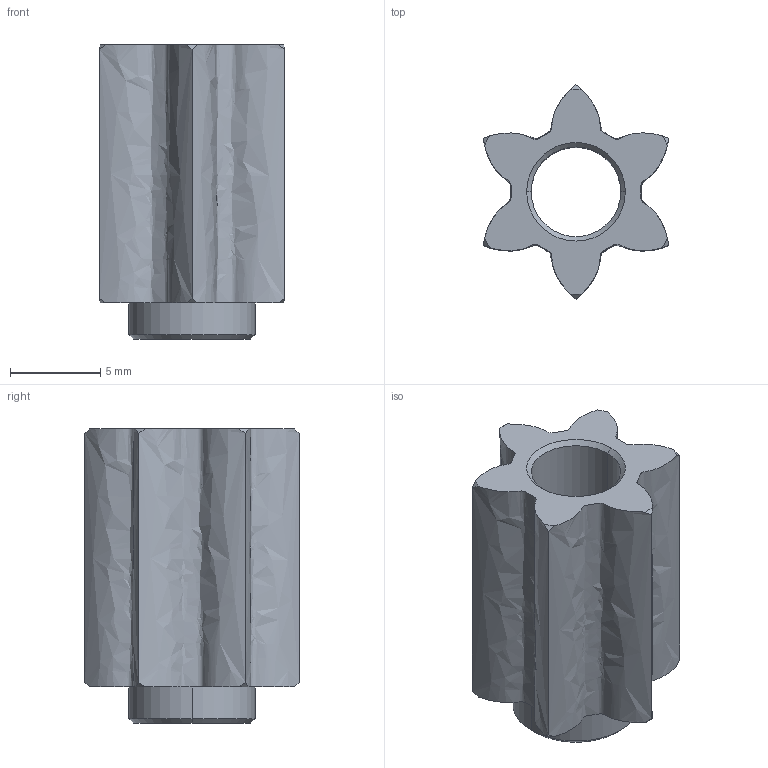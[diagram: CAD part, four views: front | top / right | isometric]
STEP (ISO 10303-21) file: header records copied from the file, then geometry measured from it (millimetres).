
FILE_DESCRIPTION (( 'STEP AP214' ), '1' );
FILE_NAME ('217-6285-001 Rev2.STEP', '2018-05-22T20:43:59', ( '' ), ( '' ), 'SwSTEP 2.0', 'SolidWorks 2017', '' );
FILE_SCHEMA (( 'AUTOMOTIVE_DESIGN' ));
Length unit declared in the file: millimetre
Products named in the file (1): 217-6285-001 Rev2
Bounding box: 10.28 x 11.87 x 16.29 mm (x, y, z)
Volume: 689.4 mm3; surface area: 984.8 mm2
Topology: 1 solids, 1 shells, 31 faces, 78 edges, 50 vertices
Faces by surface type: cone 18, bspline 6, cylinder 4, plane 3
Entity records: 2156 total; most frequent: CARTESIAN_POINT 1438, ORIENTED_EDGE 156, DIRECTION 120, EDGE_CURVE 78, AXIS2_PLACEMENT_3D 52, VERTEX_POINT 50, B_SPLINE_CURVE_WITH_KNOTS 36, EDGE_LOOP 34
